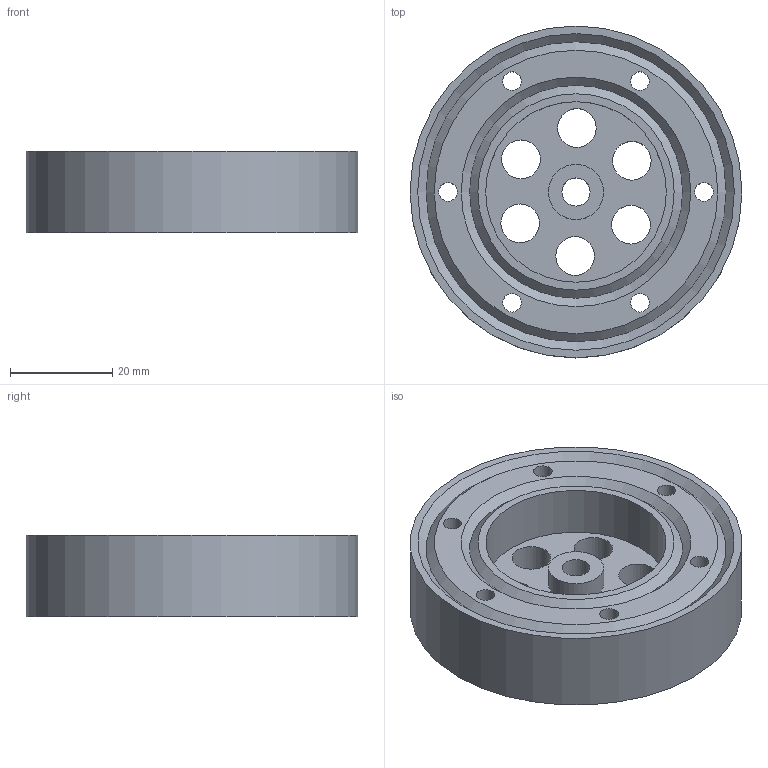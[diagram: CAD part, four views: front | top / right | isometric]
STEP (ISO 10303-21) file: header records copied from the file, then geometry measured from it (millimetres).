
FILE_DESCRIPTION(/* description */ (''),/* implementation_level */ '2;1');
FILE_NAME(/* name */ 'ENS_purge_BOT_mini_D65 v2.step',/* time_stamp */ '2021-11-11T10:43:11+01:00',/* author */ (''),/* organization */ (''),/* preprocessor_version */ 'ST-DEVELOPER v18.1',/* originating_system */ 'Autodesk Translation Framework v10.10.0.1391',/* authorisation */ '');
FILE_SCHEMA (('AUTOMOTIVE_DESIGN { 1 0 10303 214 3 1 1 }'));
Length unit declared in the file: millimetre
Products named in the file (1): ENS_purge_BOT_mini_D65
Bounding box: 64.98 x 64.98 x 16 mm (x, y, z)
Volume: 39984.7 mm3; surface area: 12927.1 mm2
Topology: 1 solids, 1 shells, 26 faces, 58 edges, 38 vertices
Faces by surface type: cylinder 16, plane 6, cone 4
Full cylindrical faces by diameter (mm): 3.628 x6, 5.5 x1, 7.581 x6, 10.83 x1, 35.36 x1, 64.98 x1
Entity records: 829 total; most frequent: DIRECTION 150, CARTESIAN_POINT 123, ORIENTED_EDGE 116, AXIS2_PLACEMENT_3D 65, EDGE_CURVE 58, EDGE_LOOP 56, CIRCLE 38, VERTEX_POINT 38
